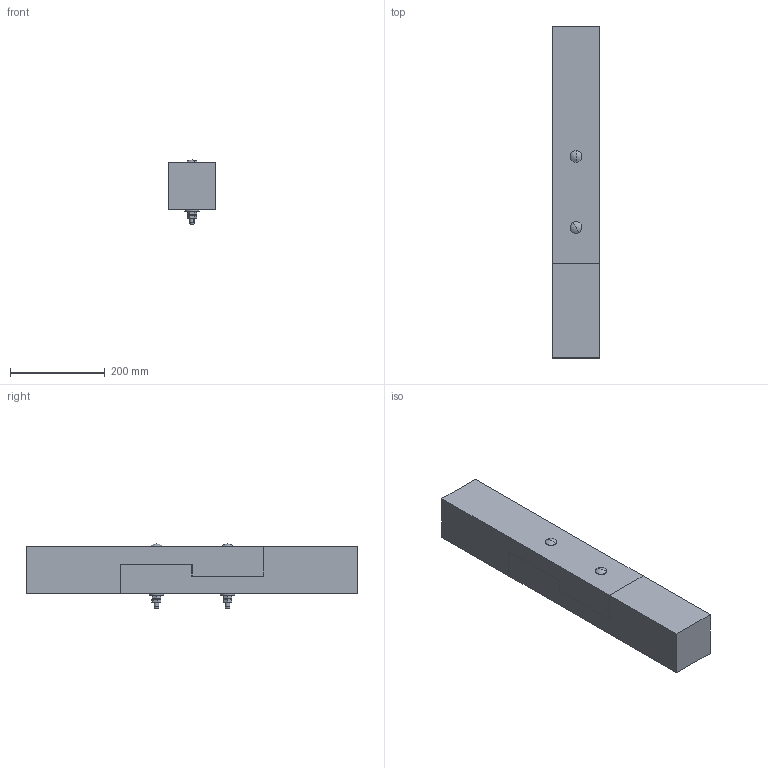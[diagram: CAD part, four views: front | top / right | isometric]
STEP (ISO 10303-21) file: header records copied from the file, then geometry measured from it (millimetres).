
FILE_DESCRIPTION (( 'STEP AP214' ), '1' );
FILE_NAME ('as6-carpenter_joint_without_interf.STEP', '2020-08-12T16:34:53', ( '' ), ( '' ), 'SwSTEP 2.0', 'SolidWorks 2016', '' );
FILE_SCHEMA (( 'AUTOMOTIVE_DESIGN' ));
Length unit declared in the file: millimetre
Products named in the file (5): DIN_603_-_M10_x_130; DIN_9021_-_10,5; DIN_934_-_M10_x_1,5; Parte1; as6-carpenter_joint_without_interf
Assembly tree (10 placements, depth 2):
  as6-carpenter_joint_without_interf
    Parte1  x2
    DIN_603_-_M10_x_130  x2
    DIN_9021_-_10,5  x2
    DIN_934_-_M10_x_1,5  x4
Bounding box: 100 x 700 x 135.38 mm (x, y, z)
Volume: 7013608.2 mm3; surface area: 413571.2 mm2
Topology: 10 solids, 10 shells, 144 faces, 344 edges, 222 vertices
Faces by surface type: plane 72, cylinder 40, cone 28, bspline 4
Entity records: 2620 total; most frequent: CARTESIAN_POINT 506, DIRECTION 296, ORIENTED_EDGE 268, EDGE_CURVE 134, AXIS2_PLACEMENT_3D 117, VERTEX_POINT 87, EDGE_LOOP 69, UNCERTAINTY_MEASURE_WITH_UNIT 63
